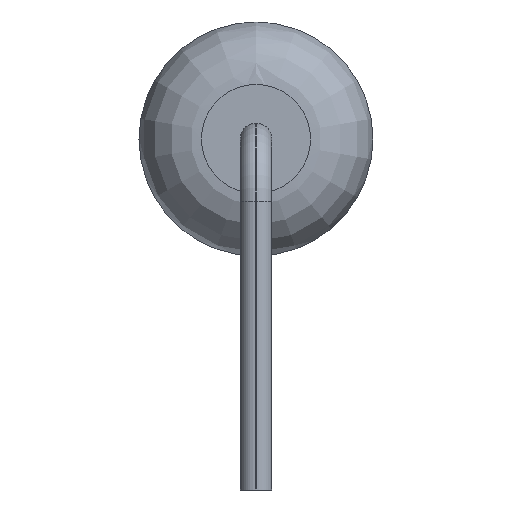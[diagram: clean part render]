
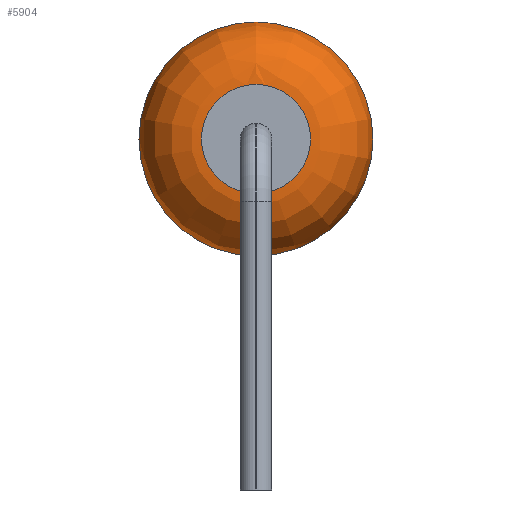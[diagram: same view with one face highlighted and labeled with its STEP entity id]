
A CAD part, left-side view. The second image highlights one B-rep face of the part: STEP entity #5904.
In plain terms, the highlighted face is a revolution surface.
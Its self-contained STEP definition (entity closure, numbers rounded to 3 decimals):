
#5833 = CYLINDRICAL_SURFACE('',#5834,3.);
#5834 = AXIS2_PLACEMENT_3D('',#5835,#5836,#5837);
#5835 = CARTESIAN_POINT('',(-6.65,0.,0.));
#5836 = DIRECTION('',(1.,0.,0.));
#5837 = DIRECTION('',(0.,0.,1.));
#5849 = EDGE_CURVE('',#5850,#5850,#5852,.T.);
#5850 = VERTEX_POINT('',#5851);
#5851 = CARTESIAN_POINT('',(-6.65,0.,3.));
#5852 = SURFACE_CURVE('',#5853,(#5858,#5865),.PCURVE_S1.);
#5853 = CIRCLE('',#5854,3.);
#5854 = AXIS2_PLACEMENT_3D('',#5855,#5856,#5857);
#5855 = CARTESIAN_POINT('',(-6.65,0.,0.));
#5856 = DIRECTION('',(1.,0.,-0.));
#5857 = DIRECTION('',(0.,0.,1.));
#5858 = PCURVE('',#5833,#5859);
#5859 = DEFINITIONAL_REPRESENTATION('',(#5860),#5864);
#5860 = LINE('',#5861,#5862);
#5861 = CARTESIAN_POINT('',(0.,0.));
#5862 = VECTOR('',#5863,1.);
#5863 = DIRECTION('',(1.,0.));
#5864 = ( GEOMETRIC_REPRESENTATION_CONTEXT(2) 
PARAMETRIC_REPRESENTATION_CONTEXT() REPRESENTATION_CONTEXT('2D SPACE',''
  ) );
#5865 = PCURVE('',#5866,#5875);
#5866 = SURFACE_OF_REVOLUTION('',#5867,#5872);
#5867 = CIRCLE('',#5868,1.6);
#5868 = AXIS2_PLACEMENT_3D('',#5869,#5870,#5871);
#5869 = CARTESIAN_POINT('',(-6.65,0.,1.4));
#5870 = DIRECTION('',(0.,-1.,0.));
#5871 = DIRECTION('',(1.,0.,0.));
#5872 = AXIS1_PLACEMENT('',#5873,#5874);
#5873 = CARTESIAN_POINT('',(0.,0.,0.));
#5874 = DIRECTION('',(1.,0.,0.));
#5875 = DEFINITIONAL_REPRESENTATION('',(#5876),#5880);
#5876 = LINE('',#5877,#5878);
#5877 = CARTESIAN_POINT('',(0.,1.571));
#5878 = VECTOR('',#5879,1.);
#5879 = DIRECTION('',(1.,0.));
#5880 = ( GEOMETRIC_REPRESENTATION_CONTEXT(2) 
PARAMETRIC_REPRESENTATION_CONTEXT() REPRESENTATION_CONTEXT('2D SPACE',''
  ) );
#5904 = ADVANCED_FACE('',(#5905),#5866,.F.);
#5905 = FACE_BOUND('',#5906,.F.);
#5906 = EDGE_LOOP('',(#5907,#5908,#5932,#5959));
#5907 = ORIENTED_EDGE('',*,*,#5849,.T.);
#5908 = ORIENTED_EDGE('',*,*,#5909,.T.);
#5909 = EDGE_CURVE('',#5850,#5910,#5912,.T.);
#5910 = VERTEX_POINT('',#5911);
#5911 = CARTESIAN_POINT('',(-8.25,0.,1.4));
#5912 = SEAM_CURVE('',#5913,(#5918,#5925),.PCURVE_S1.);
#5913 = CIRCLE('',#5914,1.6);
#5914 = AXIS2_PLACEMENT_3D('',#5915,#5916,#5917);
#5915 = CARTESIAN_POINT('',(-6.65,0.,1.4));
#5916 = DIRECTION('',(0.,-1.,0.));
#5917 = DIRECTION('',(1.,0.,0.));
#5918 = PCURVE('',#5866,#5919);
#5919 = DEFINITIONAL_REPRESENTATION('',(#5920),#5924);
#5920 = LINE('',#5921,#5922);
#5921 = CARTESIAN_POINT('',(0.,0.));
#5922 = VECTOR('',#5923,1.);
#5923 = DIRECTION('',(0.,1.));
#5924 = ( GEOMETRIC_REPRESENTATION_CONTEXT(2) 
PARAMETRIC_REPRESENTATION_CONTEXT() REPRESENTATION_CONTEXT('2D SPACE',''
  ) );
#5925 = PCURVE('',#5866,#5926);
#5926 = DEFINITIONAL_REPRESENTATION('',(#5927),#5931);
#5927 = LINE('',#5928,#5929);
#5928 = CARTESIAN_POINT('',(6.283,0.));
#5929 = VECTOR('',#5930,1.);
#5930 = DIRECTION('',(0.,1.));
#5931 = ( GEOMETRIC_REPRESENTATION_CONTEXT(2) 
PARAMETRIC_REPRESENTATION_CONTEXT() REPRESENTATION_CONTEXT('2D SPACE',''
  ) );
#5932 = ORIENTED_EDGE('',*,*,#5933,.F.);
#5933 = EDGE_CURVE('',#5910,#5910,#5934,.T.);
#5934 = SURFACE_CURVE('',#5935,(#5940,#5947),.PCURVE_S1.);
#5935 = CIRCLE('',#5936,1.4);
#5936 = AXIS2_PLACEMENT_3D('',#5937,#5938,#5939);
#5937 = CARTESIAN_POINT('',(-8.25,0.,0.));
#5938 = DIRECTION('',(1.,0.,-0.));
#5939 = DIRECTION('',(0.,0.,1.));
#5940 = PCURVE('',#5866,#5941);
#5941 = DEFINITIONAL_REPRESENTATION('',(#5942),#5946);
#5942 = LINE('',#5943,#5944);
#5943 = CARTESIAN_POINT('',(0.,3.142));
#5944 = VECTOR('',#5945,1.);
#5945 = DIRECTION('',(1.,0.));
#5946 = ( GEOMETRIC_REPRESENTATION_CONTEXT(2) 
PARAMETRIC_REPRESENTATION_CONTEXT() REPRESENTATION_CONTEXT('2D SPACE',''
  ) );
#5947 = PCURVE('',#5948,#5953);
#5948 = PLANE('',#5949);
#5949 = AXIS2_PLACEMENT_3D('',#5950,#5951,#5952);
#5950 = CARTESIAN_POINT('',(-8.25,0.,0.));
#5951 = DIRECTION('',(1.,0.,0.));
#5952 = DIRECTION('',(0.,0.,1.));
#5953 = DEFINITIONAL_REPRESENTATION('',(#5954),#5958);
#5954 = CIRCLE('',#5955,1.4);
#5955 = AXIS2_PLACEMENT_2D('',#5956,#5957);
#5956 = CARTESIAN_POINT('',(0.,0.));
#5957 = DIRECTION('',(1.,0.));
#5958 = ( GEOMETRIC_REPRESENTATION_CONTEXT(2) 
PARAMETRIC_REPRESENTATION_CONTEXT() REPRESENTATION_CONTEXT('2D SPACE',''
  ) );
#5959 = ORIENTED_EDGE('',*,*,#5909,.F.);
